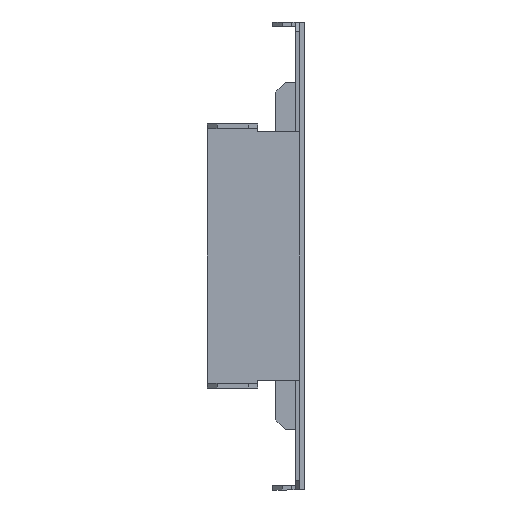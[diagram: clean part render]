
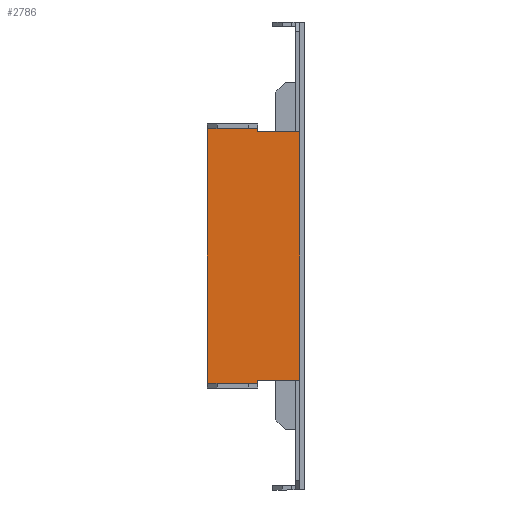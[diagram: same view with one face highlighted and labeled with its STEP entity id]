
A CAD part, left-side view. The second image highlights one B-rep face of the part: STEP entity #2786.
In plain terms, the highlighted planar face has unit normal (-1, 0, 0).
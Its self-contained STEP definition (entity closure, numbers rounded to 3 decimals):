
#21 = EDGE_CURVE ( 'NONE', #673, #1846, #1132, .T. ) ;
#24 = LINE ( 'NONE', #1417, #2395 ) ;
#72 = VECTOR ( 'NONE', #808, 1000. ) ;
#120 = DIRECTION ( 'NONE',  ( 0., -1., 0. ) ) ;
#147 = CARTESIAN_POINT ( 'NONE',  ( -303.3, 1.5, -39. ) ) ;
#156 = CARTESIAN_POINT ( 'NONE',  ( -303.3, 14.7, 39. ) ) ;
#167 = CARTESIAN_POINT ( 'NONE',  ( -303.3, 0., 0. ) ) ;
#232 = ORIENTED_EDGE ( 'NONE', *, *, #387, .T. ) ;
#252 = DIRECTION ( 'NONE',  ( 0., 0., 1. ) ) ;
#289 = EDGE_CURVE ( 'NONE', #2842, #1743, #1757, .T. ) ;
#350 = DIRECTION ( 'NONE',  ( 0., 0., 1. ) ) ;
#387 = EDGE_CURVE ( 'NONE', #1743, #673, #2980, .T. ) ;
#419 = VERTEX_POINT ( 'NONE', #1233 ) ;
#476 = VECTOR ( 'NONE', #2483, 1000. ) ;
#483 = LINE ( 'NONE', #2580, #1642 ) ;
#487 = VERTEX_POINT ( 'NONE', #2620 ) ;
#520 = DIRECTION ( 'NONE',  ( 0., -1., 0. ) ) ;
#558 = CARTESIAN_POINT ( 'NONE',  ( -303.3, 0., -40. ) ) ;
#586 = EDGE_CURVE ( 'NONE', #1158, #1334, #1336, .T. ) ;
#644 = AXIS2_PLACEMENT_3D ( 'NONE', #167, #887, #2742 ) ;
#673 = VERTEX_POINT ( 'NONE', #147 ) ;
#678 = EDGE_CURVE ( 'NONE', #778, #1552, #2249, .T. ) ;
#774 = VECTOR ( 'NONE', #1069, 1000. ) ;
#776 = DIRECTION ( 'NONE',  ( 0., -1., 0. ) ) ;
#778 = VERTEX_POINT ( 'NONE', #2678 ) ;
#805 = ORIENTED_EDGE ( 'NONE', *, *, #2383, .F. ) ;
#808 = DIRECTION ( 'NONE',  ( 0., -1., 0. ) ) ;
#836 = FACE_OUTER_BOUND ( 'NONE', #1801, .T. ) ;
#887 = DIRECTION ( 'NONE',  ( 1., 0., 0. ) ) ;
#905 = CARTESIAN_POINT ( 'NONE',  ( -303.3, 4., -39. ) ) ;
#975 = CARTESIAN_POINT ( 'NONE',  ( -303.3, 0., 39. ) ) ;
#987 = ORIENTED_EDGE ( 'NONE', *, *, #2033, .T. ) ;
#1033 = ORIENTED_EDGE ( 'NONE', *, *, #2674, .T. ) ;
#1039 = VECTOR ( 'NONE', #1794, 1000. ) ;
#1062 = EDGE_CURVE ( 'NONE', #2023, #2595, #1969, .T. ) ;
#1069 = DIRECTION ( 'NONE',  ( 0., 0., -1. ) ) ;
#1072 = CARTESIAN_POINT ( 'NONE',  ( -303.3, 4., -39. ) ) ;
#1123 = CARTESIAN_POINT ( 'NONE',  ( -303.3, 0., 39. ) ) ;
#1132 = LINE ( 'NONE', #1191, #2011 ) ;
#1134 = CARTESIAN_POINT ( 'NONE',  ( -303.3, 14.7, -39. ) ) ;
#1158 = VERTEX_POINT ( 'NONE', #156 ) ;
#1173 = CARTESIAN_POINT ( 'NONE',  ( -303.3, 14.7, 40. ) ) ;
#1191 = CARTESIAN_POINT ( 'NONE',  ( -303.3, 1.5, 0. ) ) ;
#1233 = CARTESIAN_POINT ( 'NONE',  ( -303.3, 4., 39. ) ) ;
#1253 = LINE ( 'NONE', #558, #2697 ) ;
#1275 = VECTOR ( 'NONE', #120, 1000. ) ;
#1299 = ORIENTED_EDGE ( 'NONE', *, *, #2925, .T. ) ;
#1325 = PLANE ( 'NONE',  #644 ) ;
#1334 = VERTEX_POINT ( 'NONE', #1173 ) ;
#1336 = LINE ( 'NONE', #1767, #2818 ) ;
#1417 = CARTESIAN_POINT ( 'NONE',  ( -303.3, 0., 40. ) ) ;
#1529 = CARTESIAN_POINT ( 'NONE',  ( -303.3, 30.5, -39. ) ) ;
#1552 = VERTEX_POINT ( 'NONE', #1958 ) ;
#1623 = CARTESIAN_POINT ( 'NONE',  ( -303.3, 30.5, -39. ) ) ;
#1642 = VECTOR ( 'NONE', #1867, 1000. ) ;
#1643 = LINE ( 'NONE', #975, #3043 ) ;
#1685 = LINE ( 'NONE', #2615, #2944 ) ;
#1720 = ORIENTED_EDGE ( 'NONE', *, *, #1062, .T. ) ;
#1725 = CARTESIAN_POINT ( 'NONE',  ( -303.3, 0., -39. ) ) ;
#1743 = VERTEX_POINT ( 'NONE', #905 ) ;
#1757 = LINE ( 'NONE', #1725, #72 ) ;
#1767 = CARTESIAN_POINT ( 'NONE',  ( -303.3, 14.7, 39. ) ) ;
#1794 = DIRECTION ( 'NONE',  ( 0., 1., 0. ) ) ;
#1801 = EDGE_LOOP ( 'NONE', ( #2398, #232, #2406, #805, #2221, #2671, #1299, #2722, #987, #1720, #1033, #2876 ) ) ;
#1817 = EDGE_CURVE ( 'NONE', #419, #1158, #2547, .T. ) ;
#1831 = CARTESIAN_POINT ( 'NONE',  ( -303.3, 1.5, 39. ) ) ;
#1846 = VERTEX_POINT ( 'NONE', #1831 ) ;
#1867 = DIRECTION ( 'NONE',  ( 0., 0., -1. ) ) ;
#1958 = CARTESIAN_POINT ( 'NONE',  ( -303.3, 30.5, 40. ) ) ;
#1969 = LINE ( 'NONE', #1529, #774 ) ;
#2011 = VECTOR ( 'NONE', #252, 1000. ) ;
#2023 = VERTEX_POINT ( 'NONE', #1623 ) ;
#2033 = EDGE_CURVE ( 'NONE', #778, #2023, #483, .T. ) ;
#2221 = ORIENTED_EDGE ( 'NONE', *, *, #1817, .T. ) ;
#2249 = LINE ( 'NONE', #2720, #476 ) ;
#2361 = EDGE_CURVE ( 'NONE', #2842, #487, #1685, .T. ) ;
#2383 = EDGE_CURVE ( 'NONE', #419, #1846, #1643, .T. ) ;
#2395 = VECTOR ( 'NONE', #2877, 1000. ) ;
#2398 = ORIENTED_EDGE ( 'NONE', *, *, #289, .T. ) ;
#2406 = ORIENTED_EDGE ( 'NONE', *, *, #21, .T. ) ;
#2483 = DIRECTION ( 'NONE',  ( 0., 0., 1. ) ) ;
#2547 = LINE ( 'NONE', #1123, #1039 ) ;
#2580 = CARTESIAN_POINT ( 'NONE',  ( -303.3, 30.5, 0. ) ) ;
#2595 = VERTEX_POINT ( 'NONE', #2985 ) ;
#2615 = CARTESIAN_POINT ( 'NONE',  ( -303.3, 14.7, 0. ) ) ;
#2620 = CARTESIAN_POINT ( 'NONE',  ( -303.3, 14.7, -40. ) ) ;
#2671 = ORIENTED_EDGE ( 'NONE', *, *, #586, .T. ) ;
#2674 = EDGE_CURVE ( 'NONE', #2595, #487, #1253, .T. ) ;
#2678 = CARTESIAN_POINT ( 'NONE',  ( -303.3, 30.5, 39. ) ) ;
#2697 = VECTOR ( 'NONE', #776, 1000. ) ;
#2720 = CARTESIAN_POINT ( 'NONE',  ( -303.3, 30.5, 0. ) ) ;
#2722 = ORIENTED_EDGE ( 'NONE', *, *, #678, .F. ) ;
#2742 = DIRECTION ( 'NONE',  ( 0., 1., 0. ) ) ;
#2786 = ADVANCED_FACE ( 'NONE', ( #836 ), #1325, .F. ) ;
#2818 = VECTOR ( 'NONE', #350, 1000. ) ;
#2842 = VERTEX_POINT ( 'NONE', #1134 ) ;
#2873 = DIRECTION ( 'NONE',  ( 0., 0., -1. ) ) ;
#2876 = ORIENTED_EDGE ( 'NONE', *, *, #2361, .F. ) ;
#2877 = DIRECTION ( 'NONE',  ( 0., 1., 0. ) ) ;
#2925 = EDGE_CURVE ( 'NONE', #1334, #1552, #24, .T. ) ;
#2944 = VECTOR ( 'NONE', #2873, 1000. ) ;
#2980 = LINE ( 'NONE', #1072, #1275 ) ;
#2985 = CARTESIAN_POINT ( 'NONE',  ( -303.3, 30.5, -40. ) ) ;
#3043 = VECTOR ( 'NONE', #520, 1000. ) ;
